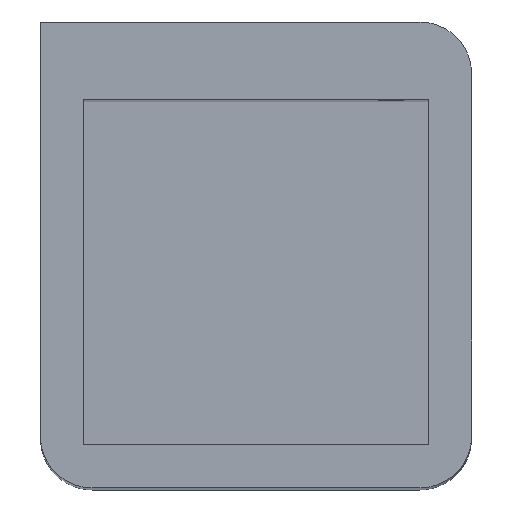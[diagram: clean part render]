
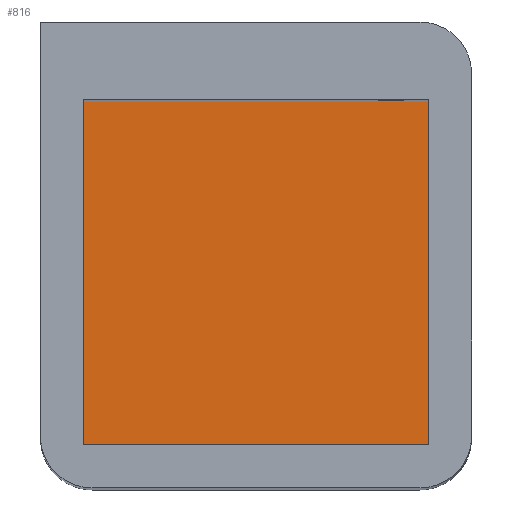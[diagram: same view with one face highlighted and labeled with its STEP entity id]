
A CAD part, top view. The second image highlights one B-rep face of the part: STEP entity #816.
In plain terms, the highlighted planar face has unit normal (0, 0, 1).
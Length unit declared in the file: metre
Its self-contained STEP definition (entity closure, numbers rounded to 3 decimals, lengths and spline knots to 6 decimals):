
#49=LINE('',#1249,#122);
#76=LINE('',#1332,#149);
#79=LINE('',#1338,#152);
#82=LINE('',#1344,#155);
#122=VECTOR('',#993,1.);
#149=VECTOR('',#1056,1.);
#152=VECTOR('',#1061,1.);
#155=VECTOR('',#1066,1.);
#282=ORIENTED_EDGE('',*,*,#460,.F.);
#283=ORIENTED_EDGE('',*,*,#466,.F.);
#284=ORIENTED_EDGE('',*,*,#463,.T.);
#285=ORIENTED_EDGE('',*,*,#423,.T.);
#423=EDGE_CURVE('',#530,#531,#49,.T.);
#460=EDGE_CURVE('',#559,#531,#76,.T.);
#463=EDGE_CURVE('',#561,#530,#79,.T.);
#466=EDGE_CURVE('',#561,#559,#82,.T.);
#530=VERTEX_POINT('',#1250);
#531=VERTEX_POINT('',#1251);
#559=VERTEX_POINT('',#1333);
#561=VERTEX_POINT('',#1339);
#644=EDGE_LOOP('',(#282,#283,#284,#285));
#716=FACE_BOUND('',#644,.T.);
#776=PLANE('',#898);
#816=ADVANCED_FACE('',(#716),#776,.T.);
#898=AXIS2_PLACEMENT_3D('',#1350,#1073,#1074);
#993=DIRECTION('',(-1.,0.,0.));
#1056=DIRECTION('',(0.,1.,0.));
#1061=DIRECTION('',(0.,1.,0.));
#1066=DIRECTION('',(-1.,0.,0.));
#1073=DIRECTION('',(0.,0.,1.));
#1074=DIRECTION('',(1.,0.,0.));
#1249=CARTESIAN_POINT('',(0.,0.02,0.));
#1250=CARTESIAN_POINT('',(0.02,0.02,0.));
#1251=CARTESIAN_POINT('',(-0.02,0.02,0.));
#1332=CARTESIAN_POINT('',(-0.02,-0.0005,0.));
#1333=CARTESIAN_POINT('',(-0.02,-0.02,0.));
#1338=CARTESIAN_POINT('',(0.02,-0.0005,0.));
#1339=CARTESIAN_POINT('',(0.02,-0.02,0.));
#1344=CARTESIAN_POINT('',(0.,-0.02,0.));
#1350=CARTESIAN_POINT('',(0.,0.002,0.));
